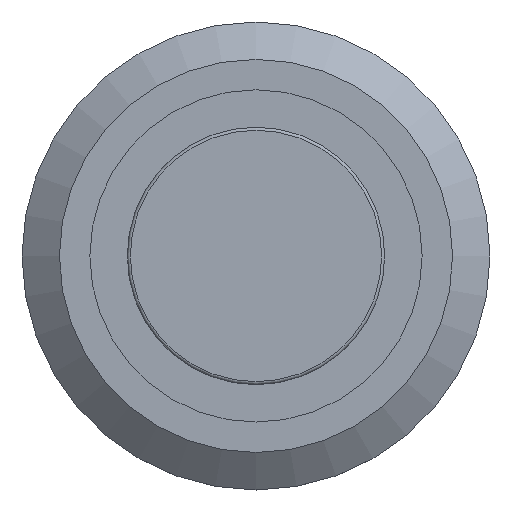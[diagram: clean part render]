
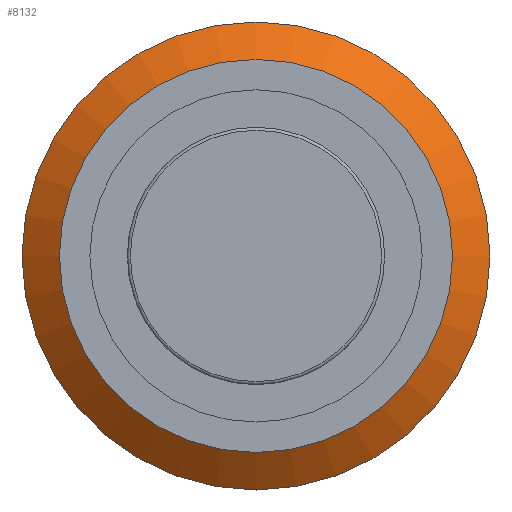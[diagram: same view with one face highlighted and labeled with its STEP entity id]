
A CAD part, top view. The second image highlights one B-rep face of the part: STEP entity #8132.
In plain terms, the highlighted conical face has half-angle 53.13 degrees and reference radius 11.5 mm.
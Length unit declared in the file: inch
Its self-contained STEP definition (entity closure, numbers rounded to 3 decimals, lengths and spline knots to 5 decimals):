
#8098=CARTESIAN_POINT('',(0.0,-0.49213,0.01969));
#8099=VERTEX_POINT('',#8098);
#8100=CARTESIAN_POINT('',(0.0,0.0,0.01969));
#8101=DIRECTION('',(0.0,0.0,1.0));
#8102=DIRECTION('',(0.0,-1.0,0.0));
#8103=AXIS2_PLACEMENT_3D('',#8100,#8101,#8102);
#8104=CIRCLE('',#8103,0.49213);
#8105=EDGE_CURVE('',#8099,#8099,#8104,.T.);
#8113=CARTESIAN_POINT('',(0.0,0.0,0.04921));
#8114=DIRECTION('',(0.0,0.0,-1.0));
#8115=DIRECTION('',(0.0,-1.0,0.0));
#8116=AXIS2_PLACEMENT_3D('',#8113,#8114,#8115);
#8117=CONICAL_SURFACE('',#8116,0.45276,53.13);
#8118=CARTESIAN_POINT('',(0.0,-0.41339,0.07874));
#8119=VERTEX_POINT('',#8118);
#8120=CARTESIAN_POINT('',(0.0,0.0,0.07874));
#8121=DIRECTION('',(0.0,0.0,1.0));
#8122=DIRECTION('',(0.0,-1.0,0.0));
#8123=AXIS2_PLACEMENT_3D('',#8120,#8121,#8122);
#8124=CIRCLE('',#8123,0.41339);
#8125=EDGE_CURVE('',#8119,#8119,#8124,.T.);
#8126=ORIENTED_EDGE('',*,*,#8125,.F.);
#8127=EDGE_LOOP('',(#8126));
#8128=FACE_OUTER_BOUND('',#8127,.T.);
#8129=ORIENTED_EDGE('',*,*,#8105,.T.);
#8130=EDGE_LOOP('',(#8129));
#8131=FACE_BOUND('',#8130,.T.);
#8132=ADVANCED_FACE('',(#8128,#8131),#8117,.T.);
